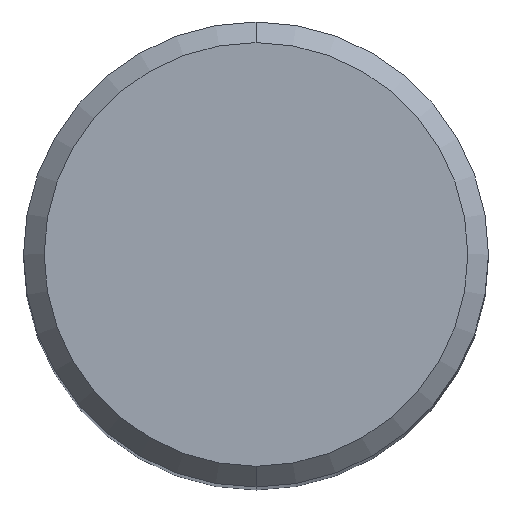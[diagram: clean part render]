
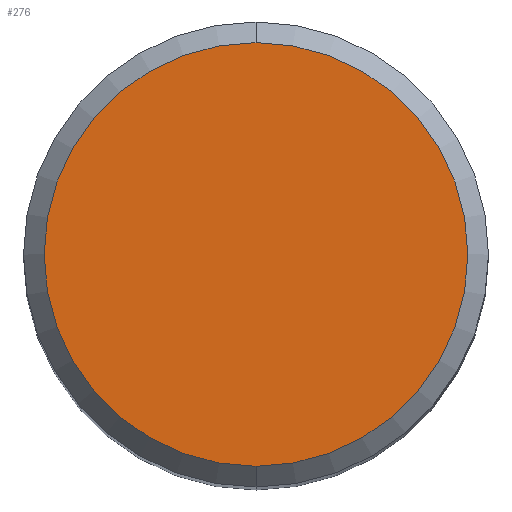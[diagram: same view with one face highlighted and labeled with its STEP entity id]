
A CAD part, top view. The second image highlights one B-rep face of the part: STEP entity #276.
In plain terms, the highlighted planar face has unit normal (0, 0, 1).
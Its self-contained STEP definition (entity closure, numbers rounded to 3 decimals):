
#276=ADVANCED_FACE('',(#592),#593,.T.);
#286=VERTEX_POINT('',#603);
#348=VERTEX_POINT('',#668);
#352=EDGE_CURVE('',#348,#286,#672,.T.);
#450=EDGE_CURVE('',#286,#348,#780,.T.);
#592=FACE_OUTER_BOUND('',#1058,.T.);
#593=PLANE('',#1059);
#603=CARTESIAN_POINT('',(0.,-8.2,0.0));
#668=CARTESIAN_POINT('',(0.0,8.2,0.0));
#672=CIRCLE('',#1265,8.2);
#780=CIRCLE('',#1476,8.2);
#1058=EDGE_LOOP('',(#1630,#1631));
#1059=AXIS2_PLACEMENT_3D('',#1632,#1633,#1634);
#1265=AXIS2_PLACEMENT_3D('',#1690,#1691,#1692);
#1476=AXIS2_PLACEMENT_3D('',#1820,#1821,#1822);
#1630=ORIENTED_EDGE('',*,*,#352,.F.);
#1631=ORIENTED_EDGE('',*,*,#450,.F.);
#1632=CARTESIAN_POINT('',(0.0,4.1,0.0));
#1633=DIRECTION('',(-0.0,0.0,1.0));
#1634=DIRECTION('',(0.0,-1.0,0.0));
#1690=CARTESIAN_POINT('',(0.0,0.0,0.0));
#1691=DIRECTION('',(0.0,0.0,-1.0));
#1692=DIRECTION('',(0.0,1.0,0.0));
#1820=CARTESIAN_POINT('',(0.0,0.0,0.0));
#1821=DIRECTION('',(0.0,0.0,-1.0));
#1822=DIRECTION('',(0.0,1.0,0.0));
